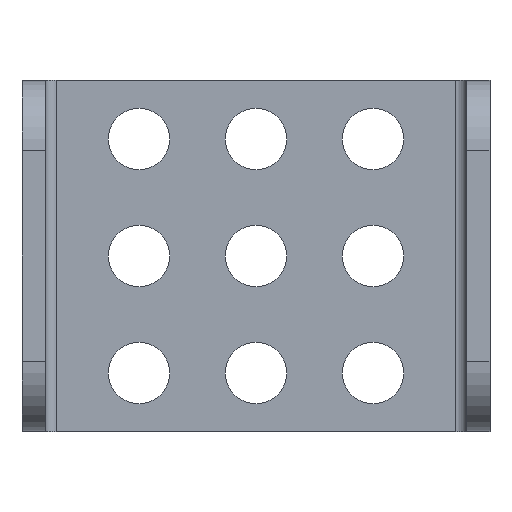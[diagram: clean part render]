
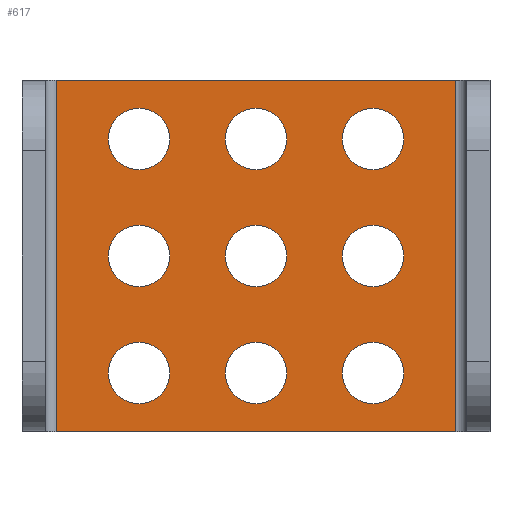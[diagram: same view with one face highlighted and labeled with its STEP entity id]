
A CAD part, front view. The second image highlights one B-rep face of the part: STEP entity #617.
In plain terms, the highlighted planar face has unit normal (0, -1, 0).
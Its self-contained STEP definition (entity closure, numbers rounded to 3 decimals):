
#56=FACE_BOUND('',#142,.T.);
#57=FACE_BOUND('',#143,.T.);
#58=FACE_BOUND('',#144,.T.);
#59=FACE_BOUND('',#145,.T.);
#60=FACE_BOUND('',#146,.T.);
#61=FACE_BOUND('',#147,.T.);
#62=FACE_BOUND('',#148,.T.);
#63=FACE_BOUND('',#149,.T.);
#64=FACE_BOUND('',#150,.T.);
#90=FACE_OUTER_BOUND('',#141,.T.);
#141=EDGE_LOOP('',(#512,#513,#514,#515));
#142=EDGE_LOOP('',(#516));
#143=EDGE_LOOP('',(#517));
#144=EDGE_LOOP('',(#518));
#145=EDGE_LOOP('',(#519));
#146=EDGE_LOOP('',(#520));
#147=EDGE_LOOP('',(#521));
#148=EDGE_LOOP('',(#522));
#149=EDGE_LOOP('',(#523));
#150=EDGE_LOOP('',(#524));
#226=CIRCLE('',#685,2.1);
#227=CIRCLE('',#686,2.1);
#228=CIRCLE('',#687,2.1);
#229=CIRCLE('',#688,2.1);
#230=CIRCLE('',#689,2.1);
#231=CIRCLE('',#690,2.1);
#232=CIRCLE('',#691,2.1);
#233=CIRCLE('',#692,2.1);
#234=CIRCLE('',#693,2.1);
#242=LINE('',#926,#274);
#254=LINE('',#963,#286);
#266=LINE('',#1031,#298);
#267=LINE('',#1032,#299);
#274=VECTOR('',#732,27.32);
#286=VECTOR('',#758,27.32);
#298=VECTOR('',#832,24.);
#299=VECTOR('',#833,24.);
#307=VERTEX_POINT('',#923);
#308=VERTEX_POINT('',#925);
#325=VERTEX_POINT('',#960);
#326=VERTEX_POINT('',#962);
#352=VERTEX_POINT('',#1033);
#353=VERTEX_POINT('',#1035);
#354=VERTEX_POINT('',#1037);
#355=VERTEX_POINT('',#1039);
#356=VERTEX_POINT('',#1041);
#357=VERTEX_POINT('',#1043);
#358=VERTEX_POINT('',#1045);
#359=VERTEX_POINT('',#1047);
#360=VERTEX_POINT('',#1049);
#369=EDGE_CURVE('',#308,#307,#242,.T.);
#387=EDGE_CURVE('',#325,#326,#254,.T.);
#424=EDGE_CURVE('',#308,#325,#266,.T.);
#425=EDGE_CURVE('',#307,#326,#267,.T.);
#426=EDGE_CURVE('',#352,#352,#226,.T.);
#427=EDGE_CURVE('',#353,#353,#227,.T.);
#428=EDGE_CURVE('',#354,#354,#228,.T.);
#429=EDGE_CURVE('',#355,#355,#229,.T.);
#430=EDGE_CURVE('',#356,#356,#230,.T.);
#431=EDGE_CURVE('',#357,#357,#231,.T.);
#432=EDGE_CURVE('',#358,#358,#232,.T.);
#433=EDGE_CURVE('',#359,#359,#233,.T.);
#434=EDGE_CURVE('',#360,#360,#234,.T.);
#512=ORIENTED_EDGE('',*,*,#424,.F.);
#513=ORIENTED_EDGE('',*,*,#369,.T.);
#514=ORIENTED_EDGE('',*,*,#425,.T.);
#515=ORIENTED_EDGE('',*,*,#387,.F.);
#516=ORIENTED_EDGE('',*,*,#426,.F.);
#517=ORIENTED_EDGE('',*,*,#427,.F.);
#518=ORIENTED_EDGE('',*,*,#428,.F.);
#519=ORIENTED_EDGE('',*,*,#429,.F.);
#520=ORIENTED_EDGE('',*,*,#430,.F.);
#521=ORIENTED_EDGE('',*,*,#431,.F.);
#522=ORIENTED_EDGE('',*,*,#432,.F.);
#523=ORIENTED_EDGE('',*,*,#433,.F.);
#524=ORIENTED_EDGE('',*,*,#434,.F.);
#607=PLANE('',#684);
#617=ADVANCED_FACE('',(#90,#56,#57,#58,#59,#60,#61,#62,#63,#64),#607,.T.);
#684=AXIS2_PLACEMENT_3D('',#1030,#830,#831);
#685=AXIS2_PLACEMENT_3D('',#1034,#834,#835);
#686=AXIS2_PLACEMENT_3D('',#1036,#836,#837);
#687=AXIS2_PLACEMENT_3D('',#1038,#838,#839);
#688=AXIS2_PLACEMENT_3D('',#1040,#840,#841);
#689=AXIS2_PLACEMENT_3D('',#1042,#842,#843);
#690=AXIS2_PLACEMENT_3D('',#1044,#844,#845);
#691=AXIS2_PLACEMENT_3D('',#1046,#846,#847);
#692=AXIS2_PLACEMENT_3D('',#1048,#848,#849);
#693=AXIS2_PLACEMENT_3D('',#1050,#850,#851);
#732=DIRECTION('',(1.,0.,0.));
#758=DIRECTION('',(1.,0.,0.));
#830=DIRECTION('center_axis',(0.,-1.,0.));
#831=DIRECTION('ref_axis',(0.,0.,-1.));
#832=DIRECTION('',(0.,0.,1.));
#833=DIRECTION('',(0.,0.,1.));
#834=DIRECTION('center_axis',(0.,-1.,0.));
#835=DIRECTION('ref_axis',(1.,0.,0.));
#836=DIRECTION('center_axis',(0.,-1.,0.));
#837=DIRECTION('ref_axis',(1.,0.,0.));
#838=DIRECTION('center_axis',(0.,-1.,0.));
#839=DIRECTION('ref_axis',(1.,0.,0.));
#840=DIRECTION('center_axis',(0.,-1.,0.));
#841=DIRECTION('ref_axis',(1.,0.,0.));
#842=DIRECTION('center_axis',(0.,-1.,0.));
#843=DIRECTION('ref_axis',(1.,0.,0.));
#844=DIRECTION('center_axis',(0.,-1.,0.));
#845=DIRECTION('ref_axis',(1.,0.,0.));
#846=DIRECTION('center_axis',(0.,-1.,0.));
#847=DIRECTION('ref_axis',(1.,0.,0.));
#848=DIRECTION('center_axis',(0.,-1.,0.));
#849=DIRECTION('ref_axis',(1.,0.,0.));
#850=DIRECTION('center_axis',(0.,-1.,0.));
#851=DIRECTION('ref_axis',(1.,0.,0.));
#923=CARTESIAN_POINT('',(13.66,-1.6,-12.));
#925=CARTESIAN_POINT('',(-13.66,-1.6,-12.));
#926=CARTESIAN_POINT('',(-13.66,-1.6,-12.));
#960=CARTESIAN_POINT('',(-13.66,-1.6,12.));
#962=CARTESIAN_POINT('',(13.66,-1.6,12.));
#963=CARTESIAN_POINT('',(-13.66,-1.6,12.));
#1030=CARTESIAN_POINT('Origin',(-14.4,-1.6,-12.));
#1031=CARTESIAN_POINT('',(-13.66,-1.6,-12.));
#1032=CARTESIAN_POINT('',(13.66,-1.6,-12.));
#1033=CARTESIAN_POINT('',(10.1,-1.6,8.));
#1034=CARTESIAN_POINT('Origin',(8.,-1.6,8.));
#1035=CARTESIAN_POINT('',(2.1,-1.6,8.));
#1036=CARTESIAN_POINT('Origin',(0.,-1.6,8.));
#1037=CARTESIAN_POINT('',(-5.9,-1.6,8.));
#1038=CARTESIAN_POINT('Origin',(-8.,-1.6,8.));
#1039=CARTESIAN_POINT('',(10.1,-1.6,0.));
#1040=CARTESIAN_POINT('Origin',(8.,-1.6,0.));
#1041=CARTESIAN_POINT('',(2.1,-1.6,0.));
#1042=CARTESIAN_POINT('Origin',(0.,-1.6,0.));
#1043=CARTESIAN_POINT('',(-5.9,-1.6,0.));
#1044=CARTESIAN_POINT('Origin',(-8.,-1.6,0.));
#1045=CARTESIAN_POINT('',(10.1,-1.6,-8.));
#1046=CARTESIAN_POINT('Origin',(8.,-1.6,-8.));
#1047=CARTESIAN_POINT('',(2.1,-1.6,-8.));
#1048=CARTESIAN_POINT('Origin',(0.,-1.6,-8.));
#1049=CARTESIAN_POINT('',(-5.9,-1.6,-8.));
#1050=CARTESIAN_POINT('Origin',(-8.,-1.6,-8.));
